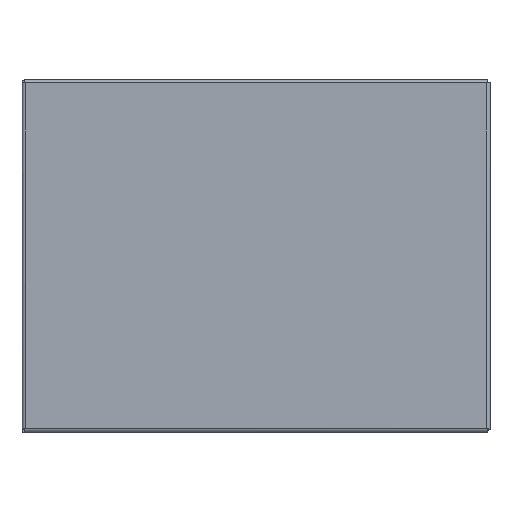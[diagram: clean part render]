
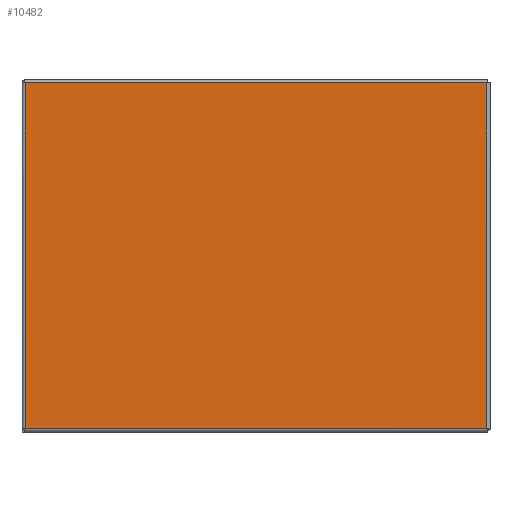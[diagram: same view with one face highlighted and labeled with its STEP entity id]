
A CAD part, top view. The second image highlights one B-rep face of the part: STEP entity #10482.
In plain terms, the highlighted planar face has unit normal (0, 0, 1).
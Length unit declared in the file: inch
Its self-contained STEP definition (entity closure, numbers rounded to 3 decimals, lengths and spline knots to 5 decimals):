
#8 = ORIENTED_EDGE ( 'NONE', *, *, #9168, .T. ) ;
#12 = LINE ( 'NONE', #8965, #11260 ) ;
#580 = CARTESIAN_POINT ( 'NONE',  ( 0.10525, 16.01975, 0.074 ) ) ;
#1144 = DIRECTION ( 'NONE',  ( -1., 0., 0. ) ) ;
#2088 = CARTESIAN_POINT ( 'NONE',  ( 9.04112, 16.01975, 0.074 ) ) ;
#2271 = ORIENTED_EDGE ( 'NONE', *, *, #9981, .T. ) ;
#2281 = EDGE_LOOP ( 'NONE', ( #8, #10588, #5646, #2271 ) ) ;
#3616 = CARTESIAN_POINT ( 'NONE',  ( 0.10525, 12.04112, 0.074 ) ) ;
#4100 = DIRECTION ( 'NONE',  ( 0., 0., 1. ) ) ;
#4156 = DIRECTION ( 'NONE',  ( 1., 0., 0. ) ) ;
#4287 = AXIS2_PLACEMENT_3D ( 'NONE', #9806, #4100, #10748 ) ;
#4552 = DIRECTION ( 'NONE',  ( 0., -1., 0. ) ) ;
#5125 = CARTESIAN_POINT ( 'NONE',  ( 12.01975, 16.01975, 0.074 ) ) ;
#5646 = ORIENTED_EDGE ( 'NONE', *, *, #6147, .T. ) ;
#6147 = EDGE_CURVE ( 'NONE', #10610, #7881, #10866, .T. ) ;
#6717 = CARTESIAN_POINT ( 'NONE',  ( 0.10525, 0.10525, 0.074 ) ) ;
#6924 = VECTOR ( 'NONE', #4156, 39.37008 ) ;
#7232 = LINE ( 'NONE', #8900, #6924 ) ;
#7851 = PLANE ( 'NONE',  #4287 ) ;
#7881 = VERTEX_POINT ( 'NONE', #6717 ) ;
#8045 = VECTOR ( 'NONE', #4552, 39.37008 ) ;
#8900 = CARTESIAN_POINT ( 'NONE',  ( 3.08387, 0.10525, 0.074 ) ) ;
#8965 = CARTESIAN_POINT ( 'NONE',  ( 12.01975, 4.08387, 0.074 ) ) ;
#9168 = EDGE_CURVE ( 'NONE', #10534, #9523, #12, .T. ) ;
#9523 = VERTEX_POINT ( 'NONE', #5125 ) ;
#9806 = CARTESIAN_POINT ( 'NONE',  ( 6.0625, 8.0625, 0.074 ) ) ;
#9886 = CARTESIAN_POINT ( 'NONE',  ( 12.01975, 0.10525, 0.074 ) ) ;
#9925 = DIRECTION ( 'NONE',  ( 0., 1., 0. ) ) ;
#9981 = EDGE_CURVE ( 'NONE', #7881, #10534, #7232, .T. ) ;
#10427 = EDGE_CURVE ( 'NONE', #9523, #10610, #11199, .T. ) ;
#10482 = ADVANCED_FACE ( 'NONE', ( #12232 ), #7851, .T. ) ;
#10534 = VERTEX_POINT ( 'NONE', #9886 ) ;
#10588 = ORIENTED_EDGE ( 'NONE', *, *, #10427, .T. ) ;
#10610 = VERTEX_POINT ( 'NONE', #580 ) ;
#10748 = DIRECTION ( 'NONE',  ( 1., 0., 0. ) ) ;
#10866 = LINE ( 'NONE', #3616, #8045 ) ;
#10901 = VECTOR ( 'NONE', #1144, 39.37008 ) ;
#11199 = LINE ( 'NONE', #2088, #10901 ) ;
#11260 = VECTOR ( 'NONE', #9925, 39.37008 ) ;
#12232 = FACE_OUTER_BOUND ( 'NONE', #2281, .T. ) ;
